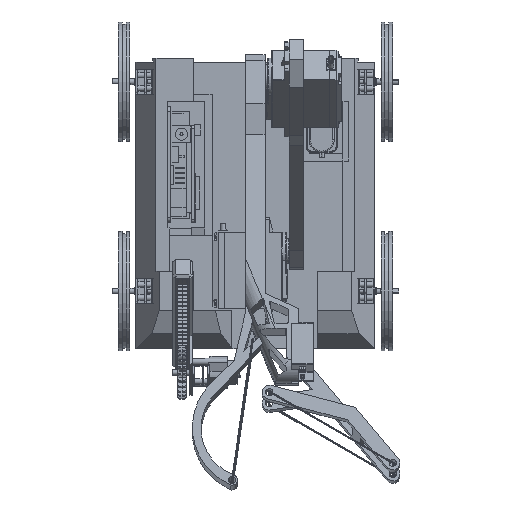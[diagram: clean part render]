
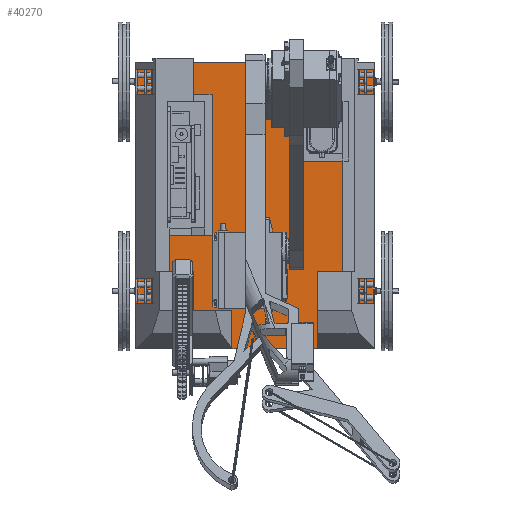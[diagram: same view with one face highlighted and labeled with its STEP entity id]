
A CAD part, top view. The second image highlights one B-rep face of the part: STEP entity #40270.
In plain terms, the highlighted planar face has unit normal (0, 0, 1).
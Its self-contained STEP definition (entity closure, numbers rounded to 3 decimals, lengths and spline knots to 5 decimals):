
#2922=LINE('',#64833,#6567);
#2925=LINE('',#64839,#6570);
#2926=LINE('',#64841,#6571);
#2927=LINE('',#64843,#6572);
#2928=LINE('',#64845,#6573);
#2929=LINE('',#64846,#6574);
#2930=LINE('',#64847,#6575);
#2931=LINE('',#64849,#6576);
#2932=LINE('',#64851,#6577);
#2933=LINE('',#64853,#6578);
#2934=LINE('',#64855,#6579);
#2935=LINE('',#64857,#6580);
#2936=LINE('',#64859,#6581);
#2937=LINE('',#64860,#6582);
#2938=LINE('',#64861,#6583);
#2939=LINE('',#64863,#6584);
#2940=LINE('',#64864,#6585);
#2941=LINE('',#64866,#6586);
#2942=LINE('',#64868,#6587);
#2943=LINE('',#64870,#6588);
#2944=LINE('',#64871,#6589);
#2945=LINE('',#64872,#6590);
#2946=LINE('',#64874,#6591);
#2947=LINE('',#64876,#6592);
#2948=LINE('',#64878,#6593);
#2949=LINE('',#64880,#6594);
#2950=LINE('',#64881,#6595);
#2951=LINE('',#64882,#6596);
#2952=LINE('',#64884,#6597);
#2953=LINE('',#64886,#6598);
#6567=VECTOR('',#53219,1.);
#6570=VECTOR('',#53224,1.);
#6571=VECTOR('',#53227,1.);
#6572=VECTOR('',#53228,1.);
#6573=VECTOR('',#53229,1.);
#6574=VECTOR('',#53230,1.);
#6575=VECTOR('',#53231,1.);
#6576=VECTOR('',#53232,1.);
#6577=VECTOR('',#53233,1.);
#6578=VECTOR('',#53234,1.);
#6579=VECTOR('',#53235,1.);
#6580=VECTOR('',#53236,1.);
#6581=VECTOR('',#53237,1.);
#6582=VECTOR('',#53238,1.);
#6583=VECTOR('',#53239,1.);
#6584=VECTOR('',#53240,1.);
#6585=VECTOR('',#53241,1.);
#6586=VECTOR('',#53242,1.);
#6587=VECTOR('',#53243,1.);
#6588=VECTOR('',#53244,1.);
#6589=VECTOR('',#53245,1.);
#6590=VECTOR('',#53246,1.);
#6591=VECTOR('',#53247,1.);
#6592=VECTOR('',#53248,1.);
#6593=VECTOR('',#53249,1.);
#6594=VECTOR('',#53250,1.);
#6595=VECTOR('',#53251,1.);
#6596=VECTOR('',#53252,1.);
#6597=VECTOR('',#53253,1.);
#6598=VECTOR('',#53254,1.);
#12965=ORIENTED_EDGE('',*,*,#23361,.F.);
#12966=ORIENTED_EDGE('',*,*,#23357,.T.);
#12967=ORIENTED_EDGE('',*,*,#23362,.T.);
#12968=ORIENTED_EDGE('',*,*,#23363,.F.);
#12969=ORIENTED_EDGE('',*,*,#23364,.T.);
#12970=ORIENTED_EDGE('',*,*,#23365,.T.);
#12971=ORIENTED_EDGE('',*,*,#23366,.F.);
#12972=ORIENTED_EDGE('',*,*,#23367,.T.);
#12973=ORIENTED_EDGE('',*,*,#23368,.F.);
#12974=ORIENTED_EDGE('',*,*,#23369,.T.);
#12975=ORIENTED_EDGE('',*,*,#23370,.T.);
#12976=ORIENTED_EDGE('',*,*,#23371,.F.);
#12977=ORIENTED_EDGE('',*,*,#23372,.F.);
#12978=ORIENTED_EDGE('',*,*,#23373,.F.);
#12979=ORIENTED_EDGE('',*,*,#23374,.F.);
#12980=ORIENTED_EDGE('',*,*,#23360,.F.);
#12981=ORIENTED_EDGE('',*,*,#23375,.T.);
#12982=ORIENTED_EDGE('',*,*,#23376,.F.);
#12983=ORIENTED_EDGE('',*,*,#23377,.F.);
#12984=ORIENTED_EDGE('',*,*,#23378,.F.);
#12985=ORIENTED_EDGE('',*,*,#23379,.F.);
#12986=ORIENTED_EDGE('',*,*,#23380,.F.);
#12987=ORIENTED_EDGE('',*,*,#23381,.T.);
#12988=ORIENTED_EDGE('',*,*,#23382,.T.);
#12989=ORIENTED_EDGE('',*,*,#23383,.F.);
#12990=ORIENTED_EDGE('',*,*,#23384,.T.);
#12991=ORIENTED_EDGE('',*,*,#23385,.T.);
#12992=ORIENTED_EDGE('',*,*,#23386,.T.);
#12993=ORIENTED_EDGE('',*,*,#23387,.F.);
#12994=ORIENTED_EDGE('',*,*,#23388,.F.);
#23357=EDGE_CURVE('',#28773,#28774,#2922,.T.);
#23360=EDGE_CURVE('',#28776,#28775,#2925,.T.);
#23361=EDGE_CURVE('',#28773,#28777,#2926,.T.);
#23362=EDGE_CURVE('',#28774,#28778,#2927,.T.);
#23363=EDGE_CURVE('',#28746,#28778,#2928,.T.);
#23364=EDGE_CURVE('',#28746,#28749,#2929,.T.);
#23365=EDGE_CURVE('',#28749,#28779,#2930,.T.);
#23366=EDGE_CURVE('',#28780,#28779,#2931,.T.);
#23367=EDGE_CURVE('',#28780,#28781,#2932,.T.);
#23368=EDGE_CURVE('',#28782,#28781,#2933,.T.);
#23369=EDGE_CURVE('',#28782,#28783,#2934,.T.);
#23370=EDGE_CURVE('',#28783,#28784,#2935,.T.);
#23371=EDGE_CURVE('',#28757,#28784,#2936,.T.);
#23372=EDGE_CURVE('',#28760,#28757,#2937,.T.);
#23373=EDGE_CURVE('',#28785,#28760,#2938,.T.);
#23374=EDGE_CURVE('',#28775,#28785,#2939,.T.);
#23375=EDGE_CURVE('',#28776,#28786,#2940,.T.);
#23376=EDGE_CURVE('',#28787,#28786,#2941,.T.);
#23377=EDGE_CURVE('',#28788,#28787,#2942,.T.);
#23378=EDGE_CURVE('',#28761,#28788,#2943,.T.);
#23379=EDGE_CURVE('',#28764,#28761,#2944,.T.);
#23380=EDGE_CURVE('',#28789,#28764,#2945,.T.);
#23381=EDGE_CURVE('',#28789,#28790,#2946,.T.);
#23382=EDGE_CURVE('',#28790,#28791,#2947,.T.);
#23383=EDGE_CURVE('',#28792,#28791,#2948,.T.);
#23384=EDGE_CURVE('',#28792,#28742,#2949,.T.);
#23385=EDGE_CURVE('',#28742,#28745,#2950,.T.);
#23386=EDGE_CURVE('',#28745,#28793,#2951,.T.);
#23387=EDGE_CURVE('',#28794,#28793,#2952,.T.);
#23388=EDGE_CURVE('',#28777,#28794,#2953,.T.);
#28742=VERTEX_POINT('',#64760);
#28745=VERTEX_POINT('',#64766);
#28746=VERTEX_POINT('',#64768);
#28749=VERTEX_POINT('',#64774);
#28757=VERTEX_POINT('',#64792);
#28760=VERTEX_POINT('',#64798);
#28761=VERTEX_POINT('',#64800);
#28764=VERTEX_POINT('',#64806);
#28773=VERTEX_POINT('',#64829);
#28774=VERTEX_POINT('',#64832);
#28775=VERTEX_POINT('',#64836);
#28776=VERTEX_POINT('',#64838);
#28777=VERTEX_POINT('',#64842);
#28778=VERTEX_POINT('',#64844);
#28779=VERTEX_POINT('',#64848);
#28780=VERTEX_POINT('',#64850);
#28781=VERTEX_POINT('',#64852);
#28782=VERTEX_POINT('',#64854);
#28783=VERTEX_POINT('',#64856);
#28784=VERTEX_POINT('',#64858);
#28785=VERTEX_POINT('',#64862);
#28786=VERTEX_POINT('',#64865);
#28787=VERTEX_POINT('',#64867);
#28788=VERTEX_POINT('',#64869);
#28789=VERTEX_POINT('',#64873);
#28790=VERTEX_POINT('',#64875);
#28791=VERTEX_POINT('',#64877);
#28792=VERTEX_POINT('',#64879);
#28793=VERTEX_POINT('',#64883);
#28794=VERTEX_POINT('',#64885);
#33997=EDGE_LOOP('',(#12965,#12966,#12967,#12968,#12969,#12970,#12971,#12972,
#12973,#12974,#12975,#12976,#12977,#12978,#12979,#12980,#12981,#12982,#12983,
#12984,#12985,#12986,#12987,#12988,#12989,#12990,#12991,#12992,#12993,#12994));
#36615=FACE_BOUND('',#33997,.T.);
#38882=PLANE('',#47557);
#40270=ADVANCED_FACE('',(#36615),#38882,.T.);
#47557=AXIS2_PLACEMENT_3D('',#64840,#53225,#53226);
#53219=DIRECTION('',(1.,0.,0.));
#53224=DIRECTION('',(-1.,0.,0.));
#53225=DIRECTION('',(0.,0.,1.));
#53226=DIRECTION('',(1.,0.,0.));
#53227=DIRECTION('',(0.,1.,0.));
#53228=DIRECTION('',(0.,-1.,0.));
#53229=DIRECTION('',(1.,0.,0.));
#53230=DIRECTION('',(0.,-1.,0.));
#53231=DIRECTION('',(1.,0.,0.));
#53232=DIRECTION('',(0.,1.,0.));
#53233=DIRECTION('',(1.,0.,0.));
#53234=DIRECTION('',(0.,1.,0.));
#53235=DIRECTION('',(1.,0.,0.));
#53236=DIRECTION('',(0.,1.,0.));
#53237=DIRECTION('',(-1.,0.,0.));
#53238=DIRECTION('',(0.,-1.,0.));
#53239=DIRECTION('',(1.,0.,0.));
#53240=DIRECTION('',(0.,-1.,0.));
#53241=DIRECTION('',(0.,1.,0.));
#53242=DIRECTION('',(1.,0.,0.));
#53243=DIRECTION('',(0.,-1.,0.));
#53244=DIRECTION('',(-1.,0.,0.));
#53245=DIRECTION('',(0.,-1.,0.));
#53246=DIRECTION('',(1.,0.,0.));
#53247=DIRECTION('',(0.,1.,0.));
#53248=DIRECTION('',(-1.,0.,0.));
#53249=DIRECTION('',(0.,1.,0.));
#53250=DIRECTION('',(-1.,0.,0.));
#53251=DIRECTION('',(0.,-1.,0.));
#53252=DIRECTION('',(1.,0.,0.));
#53253=DIRECTION('',(0.,1.,0.));
#53254=DIRECTION('',(1.,0.,0.));
#64760=CARTESIAN_POINT('',(-0.0635,0.07239,0.00508));
#64766=CARTESIAN_POINT('',(-0.0635,0.05918,0.00508));
#64768=CARTESIAN_POINT('',(-0.0635,-0.03886,0.00508));
#64774=CARTESIAN_POINT('',(-0.0635,-0.05207,0.00508));
#64792=CARTESIAN_POINT('',(0.0635,-0.05207,0.00508));
#64798=CARTESIAN_POINT('',(0.0635,-0.03886,0.00508));
#64800=CARTESIAN_POINT('',(0.0635,0.05918,0.00508));
#64806=CARTESIAN_POINT('',(0.0635,0.07239,0.00508));
#64829=CARTESIAN_POINT('',(-0.04549,-0.03505,0.00508));
#64832=CARTESIAN_POINT('',(-0.03302,-0.03505,0.00508));
#64833=CARTESIAN_POINT('',(0.,-0.03505,0.00508));
#64836=CARTESIAN_POINT('',(0.03302,-0.03505,0.00508));
#64838=CARTESIAN_POINT('',(0.0465,-0.03505,0.00508));
#64839=CARTESIAN_POINT('',(0.,-0.03505,0.00508));
#64840=CARTESIAN_POINT('',(0.,0.,0.00508));
#64841=CARTESIAN_POINT('',(-0.04549,-0.03607,0.00508));
#64842=CARTESIAN_POINT('',(-0.04549,-0.01575,0.00508));
#64843=CARTESIAN_POINT('',(-0.03302,0.,0.00508));
#64844=CARTESIAN_POINT('',(-0.03302,-0.03886,0.00508));
#64845=CARTESIAN_POINT('',(0.,-0.03886,0.00508));
#64846=CARTESIAN_POINT('',(-0.0635,0.05728,0.00508));
#64847=CARTESIAN_POINT('',(-0.03493,-0.05207,0.00508));
#64848=CARTESIAN_POINT('',(-0.03302,-0.05207,0.00508));
#64849=CARTESIAN_POINT('',(-0.03302,-0.05398,0.00508));
#64850=CARTESIAN_POINT('',(-0.03302,-0.05588,0.00508));
#64851=CARTESIAN_POINT('',(-0.0635,-0.05588,0.00508));
#64852=CARTESIAN_POINT('',(-0.01247,-0.05588,0.00508));
#64853=CARTESIAN_POINT('',(-0.01247,-0.08128,0.00508));
#64854=CARTESIAN_POINT('',(-0.01247,-0.0762,0.00508));
#64855=CARTESIAN_POINT('',(0.,-0.0762,0.00508));
#64856=CARTESIAN_POINT('',(0.03302,-0.0762,0.00508));
#64857=CARTESIAN_POINT('',(0.03302,-0.05398,0.00508));
#64858=CARTESIAN_POINT('',(0.03302,-0.05207,0.00508));
#64859=CARTESIAN_POINT('',(0.03493,-0.05207,0.00508));
#64860=CARTESIAN_POINT('',(0.0635,0.05728,0.00508));
#64861=CARTESIAN_POINT('',(0.,-0.03886,0.00508));
#64862=CARTESIAN_POINT('',(0.03302,-0.03886,0.00508));
#64863=CARTESIAN_POINT('',(0.03302,0.,0.00508));
#64864=CARTESIAN_POINT('',(0.0465,-0.01575,0.00508));
#64865=CARTESIAN_POINT('',(0.0465,0.02362,0.00508));
#64866=CARTESIAN_POINT('',(0.03571,0.02362,0.00508));
#64867=CARTESIAN_POINT('',(0.02491,0.02362,0.00508));
#64868=CARTESIAN_POINT('',(0.02491,0.02553,0.00508));
#64869=CARTESIAN_POINT('',(0.02491,0.05918,0.00508));
#64870=CARTESIAN_POINT('',(0.,0.05918,0.00508));
#64871=CARTESIAN_POINT('',(0.0635,0.05728,0.00508));
#64872=CARTESIAN_POINT('',(0.,0.07239,0.00508));
#64873=CARTESIAN_POINT('',(0.03302,0.07239,0.00508));
#64874=CARTESIAN_POINT('',(0.03302,0.,0.00508));
#64875=CARTESIAN_POINT('',(0.03302,0.0762,0.00508));
#64876=CARTESIAN_POINT('',(0.05017,0.0762,0.00508));
#64877=CARTESIAN_POINT('',(-0.03302,0.0762,0.00508));
#64878=CARTESIAN_POINT('',(-0.03302,0.,0.00508));
#64879=CARTESIAN_POINT('',(-0.03302,0.07239,0.00508));
#64880=CARTESIAN_POINT('',(0.,0.07239,0.00508));
#64881=CARTESIAN_POINT('',(-0.0635,0.05728,0.00508));
#64882=CARTESIAN_POINT('',(0.,0.05918,0.00508));
#64883=CARTESIAN_POINT('',(-0.02305,0.05918,0.00508));
#64884=CARTESIAN_POINT('',(-0.02305,-0.01384,0.00508));
#64885=CARTESIAN_POINT('',(-0.02305,-0.01575,0.00508));
#64886=CARTESIAN_POINT('',(0.,-0.01575,0.00508));
